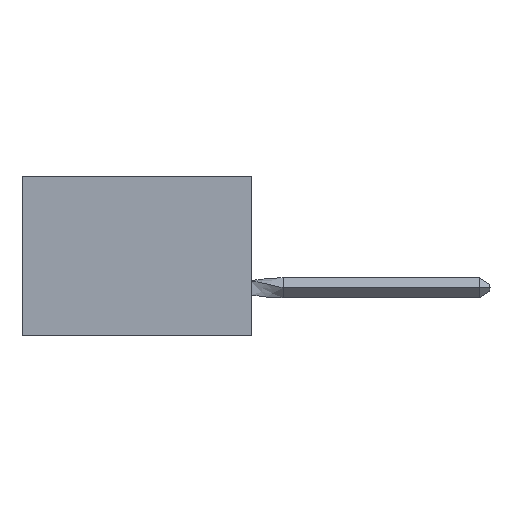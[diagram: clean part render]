
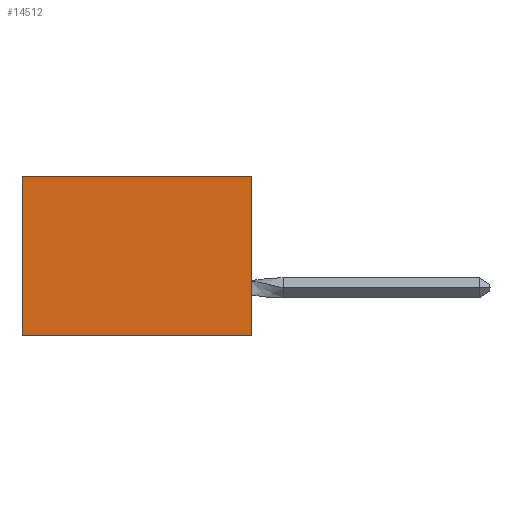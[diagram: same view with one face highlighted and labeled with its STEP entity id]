
A CAD part, left-side view. The second image highlights one B-rep face of the part: STEP entity #14512.
In plain terms, the highlighted planar face has unit normal (-1, 0, 0).
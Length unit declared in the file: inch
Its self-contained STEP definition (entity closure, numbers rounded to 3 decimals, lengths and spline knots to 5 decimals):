
#224 = FACE_OUTER_BOUND ( 'NONE', #12142, .T. ) ;
#724 = ORIENTED_EDGE ( 'NONE', *, *, #8312, .F. ) ;
#2128 = VECTOR ( 'NONE', #7752, 39.37008 ) ;
#2859 = LINE ( 'NONE', #12944, #11869 ) ;
#3009 = ORIENTED_EDGE ( 'NONE', *, *, #13467, .T. ) ;
#3128 = DIRECTION ( 'NONE',  ( 1., 0., 0. ) ) ;
#4370 = VERTEX_POINT ( 'NONE', #7597 ) ;
#4439 = PLANE ( 'NONE',  #6362 ) ;
#4478 = CARTESIAN_POINT ( 'NONE',  ( 0.305, 0.72, -0.5 ) ) ;
#6265 = ORIENTED_EDGE ( 'NONE', *, *, #10012, .F. ) ;
#6328 = VECTOR ( 'NONE', #7453, 39.37008 ) ;
#6362 = AXIS2_PLACEMENT_3D ( 'NONE', #12355, #3128, #6509 ) ;
#6509 = DIRECTION ( 'NONE',  ( 0., 0., -1. ) ) ;
#7396 = CARTESIAN_POINT ( 'NONE',  ( 0.305, 0., 0. ) ) ;
#7435 = CARTESIAN_POINT ( 'NONE',  ( 0.305, 0.72, 0. ) ) ;
#7453 = DIRECTION ( 'NONE',  ( 0., 0., -1. ) ) ;
#7597 = CARTESIAN_POINT ( 'NONE',  ( 0.305, 0.72, -0.5 ) ) ;
#7624 = VERTEX_POINT ( 'NONE', #12026 ) ;
#7752 = DIRECTION ( 'NONE',  ( 0., 0., -1. ) ) ;
#8312 = EDGE_CURVE ( 'NONE', #11625, #4370, #2859, .T. ) ;
#8733 = VECTOR ( 'NONE', #13020, 39.37008 ) ;
#9522 = ORIENTED_EDGE ( 'NONE', *, *, #9705, .T. ) ;
#9571 = DIRECTION ( 'NONE',  ( 0., 1., 0. ) ) ;
#9705 = EDGE_CURVE ( 'NONE', #10223, #4370, #11131, .T. ) ;
#10012 = EDGE_CURVE ( 'NONE', #7624, #11625, #14667, .T. ) ;
#10223 = VERTEX_POINT ( 'NONE', #7435 ) ;
#11131 = LINE ( 'NONE', #4478, #2128 ) ;
#11625 = VERTEX_POINT ( 'NONE', #14200 ) ;
#11768 = LINE ( 'NONE', #7396, #8733 ) ;
#11869 = VECTOR ( 'NONE', #9571, 39.37008 ) ;
#12026 = CARTESIAN_POINT ( 'NONE',  ( 0.305, 0., 0. ) ) ;
#12142 = EDGE_LOOP ( 'NONE', ( #9522, #724, #6265, #3009 ) ) ;
#12355 = CARTESIAN_POINT ( 'NONE',  ( 0.305, 0., -0.5 ) ) ;
#12944 = CARTESIAN_POINT ( 'NONE',  ( 0.305, 0., -0.5 ) ) ;
#13020 = DIRECTION ( 'NONE',  ( 0., 1., 0. ) ) ;
#13467 = EDGE_CURVE ( 'NONE', #7624, #10223, #11768, .T. ) ;
#14200 = CARTESIAN_POINT ( 'NONE',  ( 0.305, 0., -0.5 ) ) ;
#14253 = CARTESIAN_POINT ( 'NONE',  ( 0.305, 0., -0.5 ) ) ;
#14512 = ADVANCED_FACE ( 'NONE', ( #224 ), #4439, .F. ) ;
#14667 = LINE ( 'NONE', #14253, #6328 ) ;
